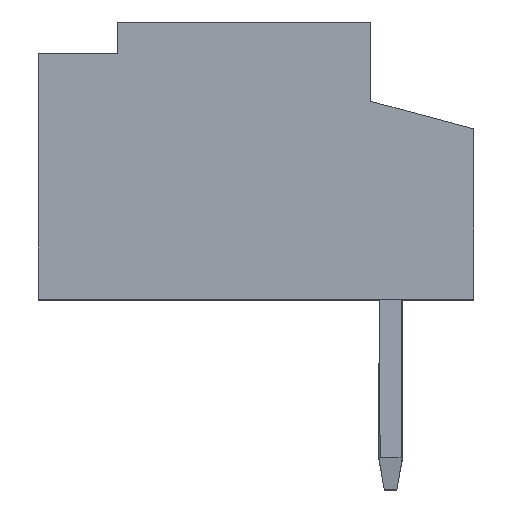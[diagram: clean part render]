
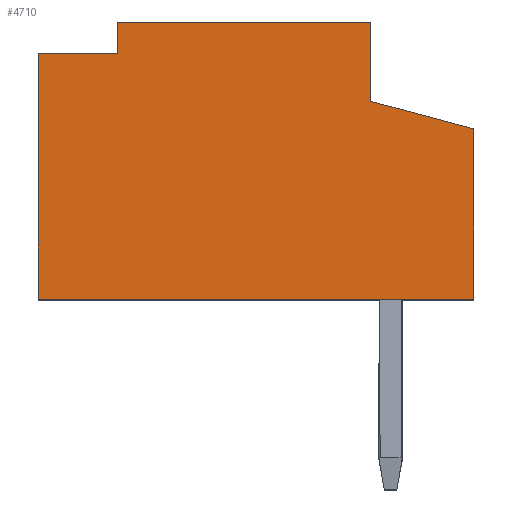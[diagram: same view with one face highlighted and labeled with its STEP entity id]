
A CAD part, top view. The second image highlights one B-rep face of the part: STEP entity #4710.
In plain terms, the highlighted planar face has unit normal (0, 0, 1).
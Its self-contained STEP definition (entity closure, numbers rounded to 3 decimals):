
#34 = ORIENTED_EDGE ( 'NONE', *, *, #5612, .T. ) ;
#35 = VECTOR ( 'NONE', #1173, 1000. ) ;
#76 = EDGE_CURVE ( 'NONE', #2917, #385, #4597, .T. ) ;
#104 = VERTEX_POINT ( 'NONE', #4627 ) ;
#214 = CARTESIAN_POINT ( 'NONE',  ( 2.65, 3.5, 0. ) ) ;
#322 = VECTOR ( 'NONE', #1051, 1000. ) ;
#385 = VERTEX_POINT ( 'NONE', #4945 ) ;
#507 = ORIENTED_EDGE ( 'NONE', *, *, #3898, .T. ) ;
#590 = PLANE ( 'NONE',  #1320 ) ;
#833 = VECTOR ( 'NONE', #2803, 1000. ) ;
#946 = LINE ( 'NONE', #3730, #833 ) ;
#1051 = DIRECTION ( 'NONE',  ( 0., 1., 0. ) ) ;
#1173 = DIRECTION ( 'NONE',  ( -1., 0., 0. ) ) ;
#1272 = VERTEX_POINT ( 'NONE', #4277 ) ;
#1320 = AXIS2_PLACEMENT_3D ( 'NONE', #3380, #4824, #5776 ) ;
#1425 = DIRECTION ( 'NONE',  ( 0., -1., 0. ) ) ;
#1530 = DIRECTION ( 'NONE',  ( 1., 0., 0. ) ) ;
#1556 = CARTESIAN_POINT ( 'NONE',  ( 1., 3.1, 0. ) ) ;
#1691 = ORIENTED_EDGE ( 'NONE', *, *, #2609, .T. ) ;
#1746 = CARTESIAN_POINT ( 'NONE',  ( 4.2, 2.498, 0. ) ) ;
#1872 = EDGE_LOOP ( 'NONE', ( #5591, #3663, #4178, #2650, #34, #2101, #507, #1691 ) ) ;
#2101 = ORIENTED_EDGE ( 'NONE', *, *, #3651, .F. ) ;
#2179 = VECTOR ( 'NONE', #4666, 1000. ) ;
#2609 = EDGE_CURVE ( 'NONE', #3125, #104, #2918, .T. ) ;
#2639 = VERTEX_POINT ( 'NONE', #5099 ) ;
#2650 = ORIENTED_EDGE ( 'NONE', *, *, #3580, .T. ) ;
#2674 = CARTESIAN_POINT ( 'NONE',  ( 5.5, 1.631, 0. ) ) ;
#2781 = CARTESIAN_POINT ( 'NONE',  ( 4.2, 3.5, 0. ) ) ;
#2803 = DIRECTION ( 'NONE',  ( -0.966, 0.259, 0. ) ) ;
#2917 = VERTEX_POINT ( 'NONE', #4956 ) ;
#2918 = LINE ( 'NONE', #3307, #2179 ) ;
#2972 = VECTOR ( 'NONE', #1530, 1000. ) ;
#2984 = LINE ( 'NONE', #1556, #2972 ) ;
#2996 = LINE ( 'NONE', #214, #35 ) ;
#3125 = VERTEX_POINT ( 'NONE', #3413 ) ;
#3307 = CARTESIAN_POINT ( 'NONE',  ( 1., 1.631, 0. ) ) ;
#3380 = CARTESIAN_POINT ( 'NONE',  ( 2.65, 1.631, 0. ) ) ;
#3413 = CARTESIAN_POINT ( 'NONE',  ( 1., 3.5, 0. ) ) ;
#3580 = EDGE_CURVE ( 'NONE', #2917, #1272, #4586, .T. ) ;
#3651 = EDGE_CURVE ( 'NONE', #5260, #4817, #3715, .T. ) ;
#3663 = ORIENTED_EDGE ( 'NONE', *, *, #3755, .F. ) ;
#3686 = DIRECTION ( 'NONE',  ( 0., 1., 0. ) ) ;
#3715 = LINE ( 'NONE', #5568, #4581 ) ;
#3730 = CARTESIAN_POINT ( 'NONE',  ( 5.5, 2.15, 0. ) ) ;
#3755 = EDGE_CURVE ( 'NONE', #385, #2639, #3862, .T. ) ;
#3812 = VECTOR ( 'NONE', #3686, 1000. ) ;
#3862 = LINE ( 'NONE', #4257, #322 ) ;
#3898 = EDGE_CURVE ( 'NONE', #5260, #3125, #2996, .T. ) ;
#4178 = ORIENTED_EDGE ( 'NONE', *, *, #76, .F. ) ;
#4212 = CARTESIAN_POINT ( 'NONE',  ( 0., 0., 0. ) ) ;
#4257 = CARTESIAN_POINT ( 'NONE',  ( 0., 3.1, 0. ) ) ;
#4277 = CARTESIAN_POINT ( 'NONE',  ( 5.5, 2.15, 0. ) ) ;
#4581 = VECTOR ( 'NONE', #1425, 1000. ) ;
#4586 = LINE ( 'NONE', #2674, #3812 ) ;
#4597 = LINE ( 'NONE', #4212, #4863 ) ;
#4627 = CARTESIAN_POINT ( 'NONE',  ( 1., 3.1, 0. ) ) ;
#4666 = DIRECTION ( 'NONE',  ( 0., -1., 0. ) ) ;
#4710 = ADVANCED_FACE ( 'NONE', ( #5249 ), #590, .T. ) ;
#4817 = VERTEX_POINT ( 'NONE', #1746 ) ;
#4824 = DIRECTION ( 'NONE',  ( 0., 0., 1. ) ) ;
#4863 = VECTOR ( 'NONE', #5545, 1000. ) ;
#4945 = CARTESIAN_POINT ( 'NONE',  ( 0., 0., 0. ) ) ;
#4956 = CARTESIAN_POINT ( 'NONE',  ( 5.5, 0., 0. ) ) ;
#5099 = CARTESIAN_POINT ( 'NONE',  ( 0., 3.1, 0. ) ) ;
#5249 = FACE_OUTER_BOUND ( 'NONE', #1872, .T. ) ;
#5260 = VERTEX_POINT ( 'NONE', #2781 ) ;
#5381 = EDGE_CURVE ( 'NONE', #2639, #104, #2984, .T. ) ;
#5545 = DIRECTION ( 'NONE',  ( -1., 0., 0. ) ) ;
#5568 = CARTESIAN_POINT ( 'NONE',  ( 4.2, 2.498, 0. ) ) ;
#5591 = ORIENTED_EDGE ( 'NONE', *, *, #5381, .F. ) ;
#5612 = EDGE_CURVE ( 'NONE', #1272, #4817, #946, .T. ) ;
#5776 = DIRECTION ( 'NONE',  ( 1., 0., 0. ) ) ;
